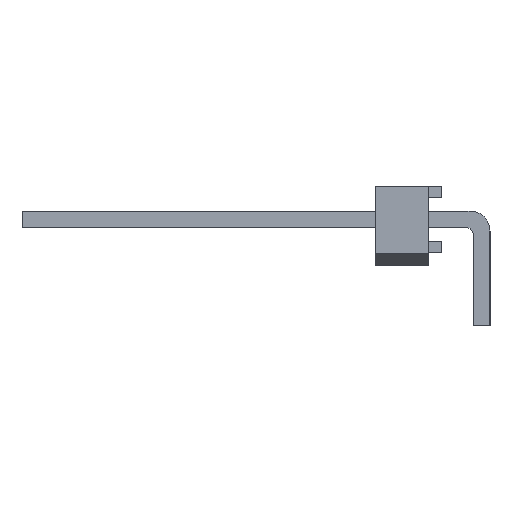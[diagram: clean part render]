
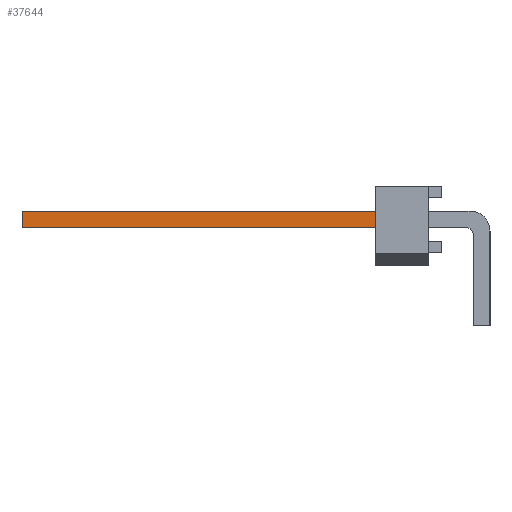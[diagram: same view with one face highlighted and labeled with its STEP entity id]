
A CAD part, left-side view. The second image highlights one B-rep face of the part: STEP entity #37644.
In plain terms, the highlighted face is planar.
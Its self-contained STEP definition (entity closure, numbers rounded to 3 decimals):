
#36069 = VERTEX_POINT('',#36070);
#36070 = CARTESIAN_POINT('',(30.798,17.526,-0.318));
#36076 = EDGE_CURVE('',#36077,#36069,#36079,.T.);
#36077 = VERTEX_POINT('',#36078);
#36078 = CARTESIAN_POINT('',(30.798,2.921,-0.318));
#36079 = LINE('',#36080,#36081);
#36080 = CARTESIAN_POINT('',(30.798,0.445,-0.318));
#36081 = VECTOR('',#36082,1.);
#36082 = DIRECTION('',(0.,1.,0.));
#37069 = VERTEX_POINT('',#37070);
#37070 = CARTESIAN_POINT('',(30.798,2.921,0.318));
#37076 = EDGE_CURVE('',#37077,#37069,#37079,.T.);
#37077 = VERTEX_POINT('',#37078);
#37078 = CARTESIAN_POINT('',(30.798,17.526,0.318));
#37079 = LINE('',#37080,#37081);
#37080 = CARTESIAN_POINT('',(30.798,17.526,0.318));
#37081 = VECTOR('',#37082,1.);
#37082 = DIRECTION('',(0.,-1.,0.));
#37633 = EDGE_CURVE('',#36069,#37077,#37634,.T.);
#37634 = LINE('',#37635,#37636);
#37635 = CARTESIAN_POINT('',(30.798,17.526,-0.318));
#37636 = VECTOR('',#37637,1.);
#37637 = DIRECTION('',(0.,0.,1.));
#37644 = ADVANCED_FACE('',(#37645),#37656,.T.);
#37645 = FACE_BOUND('',#37646,.T.);
#37646 = EDGE_LOOP('',(#37647,#37648,#37654,#37655));
#37647 = ORIENTED_EDGE('',*,*,#37076,.T.);
#37648 = ORIENTED_EDGE('',*,*,#37649,.T.);
#37649 = EDGE_CURVE('',#37069,#36077,#37650,.T.);
#37650 = LINE('',#37651,#37652);
#37651 = CARTESIAN_POINT('',(30.798,2.921,0.445));
#37652 = VECTOR('',#37653,1.);
#37653 = DIRECTION('',(0.,0.,-1.));
#37654 = ORIENTED_EDGE('',*,*,#36076,.T.);
#37655 = ORIENTED_EDGE('',*,*,#37633,.T.);
#37656 = PLANE('',#37657);
#37657 = AXIS2_PLACEMENT_3D('',#37658,#37659,#37660);
#37658 = CARTESIAN_POINT('',(30.798,0.445,0.445));
#37659 = DIRECTION('',(1.,0.,0.));
#37660 = DIRECTION('',(0.,0.,-1.));
